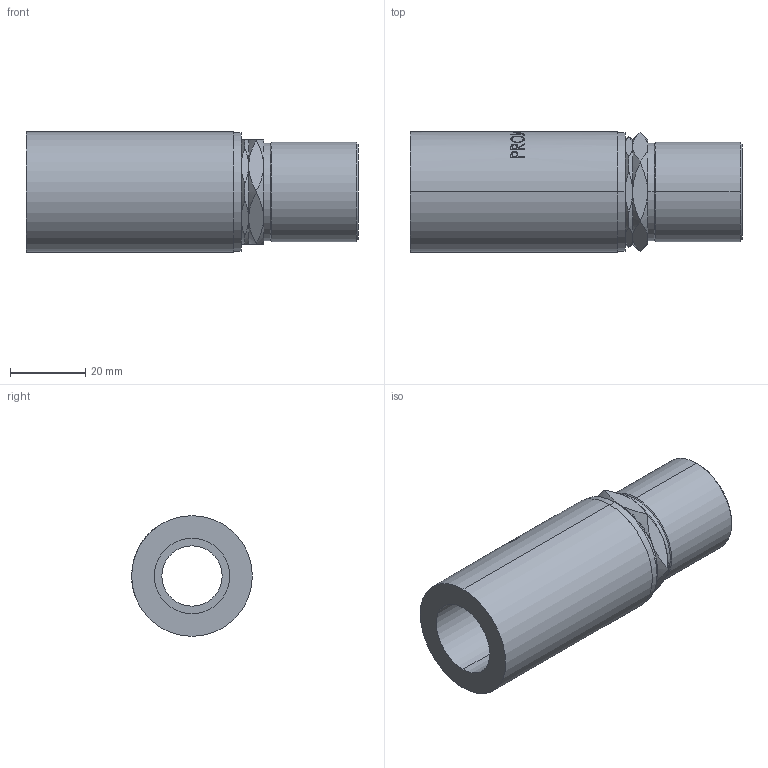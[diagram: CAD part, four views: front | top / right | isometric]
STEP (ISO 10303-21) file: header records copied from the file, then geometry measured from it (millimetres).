
FILE_DESCRIPTION (( 'STEP AP203' ), '1' );
FILE_NAME ('b9ea.STEP', '2022-08-29T09:52:45', ( '' ), ( '' ), 'SwSTEP 2.0', 'SolidWorks 2019', '' );
FILE_SCHEMA (( 'CONFIG_CONTROL_DESIGN' ));
Length unit declared in the file: millimetre
Products named in the file (1): b9ea
Bounding box: 88 x 32 x 32 mm (x, y, z)
Volume: 42390.9 mm3; surface area: 14457.9 mm2
Topology: 1 solids, 1 shells, 141 faces, 342 edges, 216 vertices
Faces by surface type: plane 50, bspline 42, cone 28, cylinder 21
Entity records: 9105 total; most frequent: CARTESIAN_POINT 6134, ORIENTED_EDGE 684, DIRECTION 454, EDGE_CURVE 342, VERTEX_POINT 216, AXIS2_PLACEMENT_3D 196, B_SPLINE_CURVE_WITH_KNOTS 184, EDGE_LOOP 156
